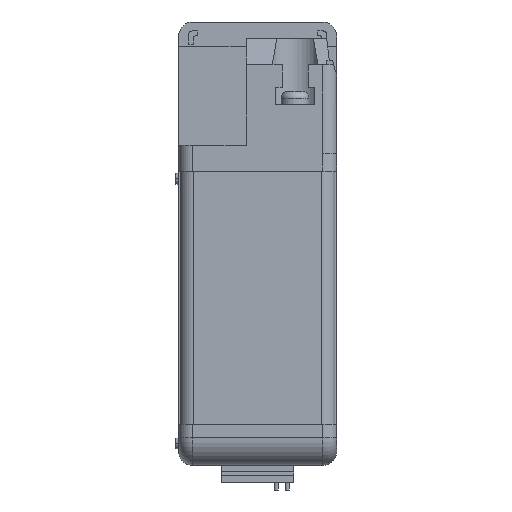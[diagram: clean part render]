
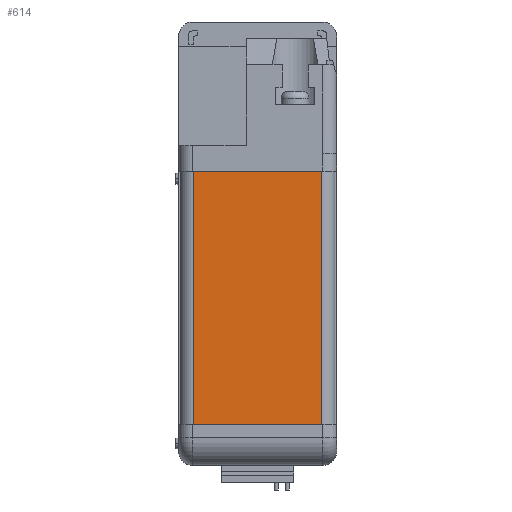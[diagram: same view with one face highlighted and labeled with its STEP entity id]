
A CAD part, front view. The second image highlights one B-rep face of the part: STEP entity #614.
In plain terms, the highlighted planar face has unit normal (0, -1, 0).
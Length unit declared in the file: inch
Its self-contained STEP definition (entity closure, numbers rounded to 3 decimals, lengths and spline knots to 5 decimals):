
#69 = LINE ( 'NONE', #9273, #15238 ) ;
#614 = ADVANCED_FACE ( 'NONE', ( #10000 ), #15562, .T. ) ;
#760 = DIRECTION ( 'NONE',  ( -1., 0., 0. ) ) ;
#1000 = DIRECTION ( 'NONE',  ( 0., 0., -1. ) ) ;
#1513 = EDGE_CURVE ( 'NONE', #20547, #29617, #36033, .T. ) ;
#2660 = CARTESIAN_POINT ( 'NONE',  ( 0.5775, -2.9375, 0.655 ) ) ;
#4102 = VECTOR ( 'NONE', #20211, 39.37008 ) ;
#6335 = EDGE_CURVE ( 'NONE', #15650, #29617, #23265, .T. ) ;
#6438 = CARTESIAN_POINT ( 'NONE',  ( 0.5775, -2.9375, -1.63 ) ) ;
#9019 = DIRECTION ( 'NONE',  ( 0., 0., -1. ) ) ;
#9273 = CARTESIAN_POINT ( 'NONE',  ( 0.5775, -2.9375, 0.655 ) ) ;
#10000 = FACE_OUTER_BOUND ( 'NONE', #25086, .T. ) ;
#10857 = VECTOR ( 'NONE', #17024, 39.37008 ) ;
#12276 = ORIENTED_EDGE ( 'NONE', *, *, #1513, .F. ) ;
#12837 = EDGE_CURVE ( 'NONE', #19049, #20547, #18853, .T. ) ;
#14372 = CARTESIAN_POINT ( 'NONE',  ( -0.5775, -2.9375, 0.655 ) ) ;
#15238 = VECTOR ( 'NONE', #760, 39.37008 ) ;
#15340 = VECTOR ( 'NONE', #9019, 39.37008 ) ;
#15562 = PLANE ( 'NONE',  #29763 ) ;
#15650 = VERTEX_POINT ( 'NONE', #14372 ) ;
#17024 = DIRECTION ( 'NONE',  ( 0., 0., -1. ) ) ;
#17771 = ORIENTED_EDGE ( 'NONE', *, *, #6335, .T. ) ;
#18853 = LINE ( 'NONE', #38021, #10857 ) ;
#19049 = VERTEX_POINT ( 'NONE', #2660 ) ;
#19127 = DIRECTION ( 'NONE',  ( 0., -1., 0. ) ) ;
#20211 = DIRECTION ( 'NONE',  ( -1., 0., 0. ) ) ;
#20301 = ORIENTED_EDGE ( 'NONE', *, *, #12837, .F. ) ;
#20547 = VERTEX_POINT ( 'NONE', #6438 ) ;
#23265 = LINE ( 'NONE', #26928, #15340 ) ;
#25086 = EDGE_LOOP ( 'NONE', ( #12276, #20301, #28860, #17771 ) ) ;
#25788 = CARTESIAN_POINT ( 'NONE',  ( -0.5775, -2.9375, -1.63 ) ) ;
#26928 = CARTESIAN_POINT ( 'NONE',  ( -0.5775, -2.9375, 0.655 ) ) ;
#28860 = ORIENTED_EDGE ( 'NONE', *, *, #37734, .T. ) ;
#29617 = VERTEX_POINT ( 'NONE', #25788 ) ;
#29763 = AXIS2_PLACEMENT_3D ( 'NONE', #37074, #19127, #1000 ) ;
#36033 = LINE ( 'NONE', #38172, #4102 ) ;
#37074 = CARTESIAN_POINT ( 'NONE',  ( 0.5775, -2.9375, 0.655 ) ) ;
#37734 = EDGE_CURVE ( 'NONE', #19049, #15650, #69, .T. ) ;
#38021 = CARTESIAN_POINT ( 'NONE',  ( 0.5775, -2.9375, 0.655 ) ) ;
#38172 = CARTESIAN_POINT ( 'NONE',  ( 0.5775, -2.9375, -1.63 ) ) ;
